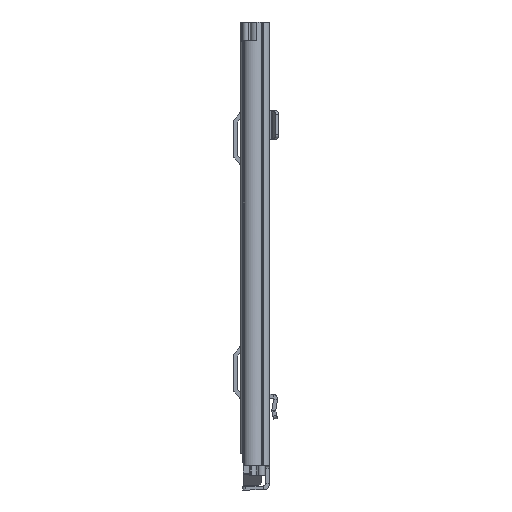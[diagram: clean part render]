
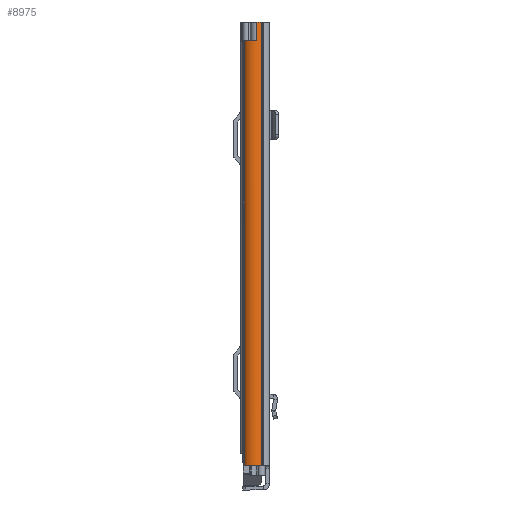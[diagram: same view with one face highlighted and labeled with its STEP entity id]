
A CAD part, front view. The second image highlights one B-rep face of the part: STEP entity #8975.
In plain terms, the highlighted cylindrical face has radius 7.6 mm (diameter 15.2 mm), a partial arc.
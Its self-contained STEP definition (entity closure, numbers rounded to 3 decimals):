
#171 = LINE ( 'NONE', #17341, #1991 ) ;
#1064 = DIRECTION ( 'NONE',  ( 0., 0., -1. ) ) ;
#1439 = ORIENTED_EDGE ( 'NONE', *, *, #9794, .F. ) ;
#1546 = CIRCLE ( 'NONE', #12544, 7.6 ) ;
#1991 = VECTOR ( 'NONE', #11426, 1000. ) ;
#2026 = EDGE_LOOP ( 'NONE', ( #1439, #9289, #13548, #3854, #12266, #12143 ) ) ;
#2074 = CARTESIAN_POINT ( 'NONE',  ( 10.602, 30.5, -304.8 ) ) ;
#2286 = DIRECTION ( 'NONE',  ( 1., 0., 0. ) ) ;
#2806 = EDGE_CURVE ( 'NONE', #14639, #15187, #1546, .T. ) ;
#3206 = EDGE_CURVE ( 'NONE', #15187, #12862, #10495, .T. ) ;
#3362 = VECTOR ( 'NONE', #12074, 1000. ) ;
#3533 = DIRECTION ( 'NONE',  ( 1., 0., 0. ) ) ;
#3600 = VERTEX_POINT ( 'NONE', #11105 ) ;
#3615 = CARTESIAN_POINT ( 'NONE',  ( 10.602, 30.5, -288.8 ) ) ;
#3698 = CARTESIAN_POINT ( 'NONE',  ( 16.488, 35.307, -12.2 ) ) ;
#3854 = ORIENTED_EDGE ( 'NONE', *, *, #3206, .T. ) ;
#4963 = FACE_OUTER_BOUND ( 'NONE', #2026, .T. ) ;
#5155 = CYLINDRICAL_SURFACE ( 'NONE', #14513, 7.6 ) ;
#5207 = EDGE_CURVE ( 'NONE', #3600, #13056, #10215, .T. ) ;
#5339 = CARTESIAN_POINT ( 'NONE',  ( 10.602, 30.5, 0. ) ) ;
#5603 = AXIS2_PLACEMENT_3D ( 'NONE', #12249, #10856, #2286 ) ;
#5631 = CARTESIAN_POINT ( 'NONE',  ( 5.244, 35.891, -288.8 ) ) ;
#5906 = CIRCLE ( 'NONE', #18078, 7.6 ) ;
#6217 = CARTESIAN_POINT ( 'NONE',  ( 16.488, 35.307, -288.8 ) ) ;
#6274 = VECTOR ( 'NONE', #15799, 1000. ) ;
#6829 = DIRECTION ( 'NONE',  ( 1., 0., 0. ) ) ;
#7385 = VERTEX_POINT ( 'NONE', #3698 ) ;
#7531 = CARTESIAN_POINT ( 'NONE',  ( 5.244, 35.891, -304.8 ) ) ;
#8285 = CIRCLE ( 'NONE', #5603, 7.6 ) ;
#8975 = ADVANCED_FACE ( 'NONE', ( #4963 ), #5155, .T. ) ;
#9289 = ORIENTED_EDGE ( 'NONE', *, *, #12482, .T. ) ;
#9794 = EDGE_CURVE ( 'NONE', #7385, #13056, #8285, .T. ) ;
#10215 = LINE ( 'NONE', #11616, #6274 ) ;
#10495 = LINE ( 'NONE', #7531, #3362 ) ;
#10546 = DIRECTION ( 'NONE',  ( 0., 0., 1. ) ) ;
#10856 = DIRECTION ( 'NONE',  ( 0., 0., 1. ) ) ;
#11105 = CARTESIAN_POINT ( 'NONE',  ( 8.413, 37.778, 0. ) ) ;
#11426 = DIRECTION ( 'NONE',  ( 0., 0., -1. ) ) ;
#11616 = CARTESIAN_POINT ( 'NONE',  ( 8.413, 37.778, -304.8 ) ) ;
#12074 = DIRECTION ( 'NONE',  ( 0., 0., 1. ) ) ;
#12143 = ORIENTED_EDGE ( 'NONE', *, *, #5207, .T. ) ;
#12249 = CARTESIAN_POINT ( 'NONE',  ( 10.602, 30.5, -12.2 ) ) ;
#12266 = ORIENTED_EDGE ( 'NONE', *, *, #13187, .T. ) ;
#12482 = EDGE_CURVE ( 'NONE', #7385, #14639, #171, .T. ) ;
#12544 = AXIS2_PLACEMENT_3D ( 'NONE', #3615, #13574, #3533 ) ;
#12862 = VERTEX_POINT ( 'NONE', #18278 ) ;
#13056 = VERTEX_POINT ( 'NONE', #13251 ) ;
#13187 = EDGE_CURVE ( 'NONE', #12862, #3600, #5906, .T. ) ;
#13251 = CARTESIAN_POINT ( 'NONE',  ( 8.413, 37.778, -12.2 ) ) ;
#13548 = ORIENTED_EDGE ( 'NONE', *, *, #2806, .T. ) ;
#13574 = DIRECTION ( 'NONE',  ( 0., 0., 1. ) ) ;
#14513 = AXIS2_PLACEMENT_3D ( 'NONE', #2074, #10546, #16215 ) ;
#14639 = VERTEX_POINT ( 'NONE', #6217 ) ;
#15187 = VERTEX_POINT ( 'NONE', #5631 ) ;
#15799 = DIRECTION ( 'NONE',  ( 0., 0., -1. ) ) ;
#16215 = DIRECTION ( 'NONE',  ( 1., 0., 0. ) ) ;
#17341 = CARTESIAN_POINT ( 'NONE',  ( 16.488, 35.307, -304.8 ) ) ;
#18078 = AXIS2_PLACEMENT_3D ( 'NONE', #5339, #1064, #6829 ) ;
#18278 = CARTESIAN_POINT ( 'NONE',  ( 5.244, 35.891, 0. ) ) ;
